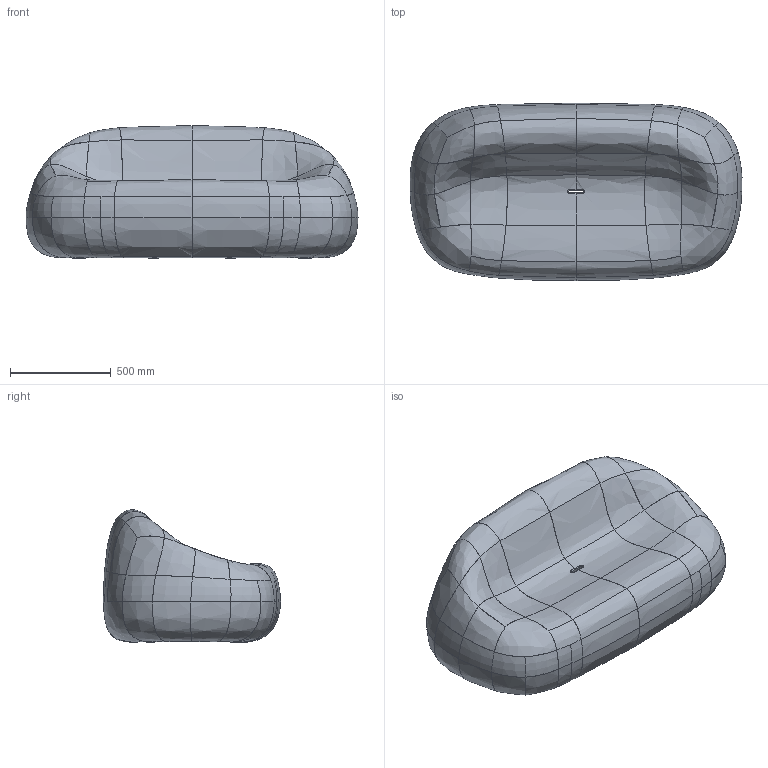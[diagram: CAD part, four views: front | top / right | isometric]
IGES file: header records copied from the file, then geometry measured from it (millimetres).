
Start section: START RECORD GO HERE.
Global section: file name: gumball sofa.igs; native system: IBM CATIA IGES - CATIA Version 5 Release 18 ; preprocessor: CATIA Version 5 Release 18 ; author: alberto_brogliato; organization: DOMAIN; date: 20110210.100512; units: millimetre
Bounding box: 1649.62 x 880.15 x 657.59 mm (x, y, z)
Surface area: 4471942 mm2 (no closed solid volume)
Topology: 0 solids, 0 shells, 404 faces, 1906 edges, 1906 vertices
Faces by surface type: bspline 404
